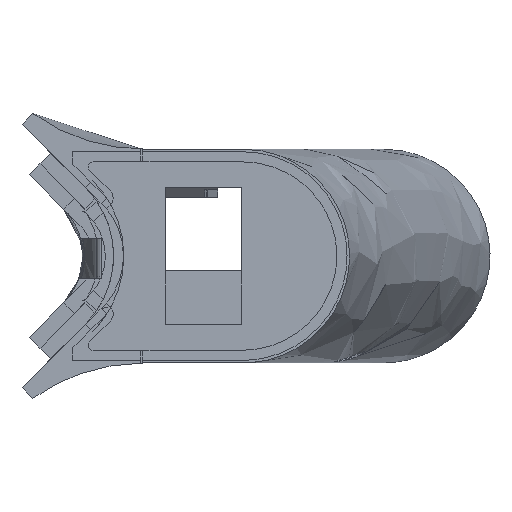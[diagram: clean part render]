
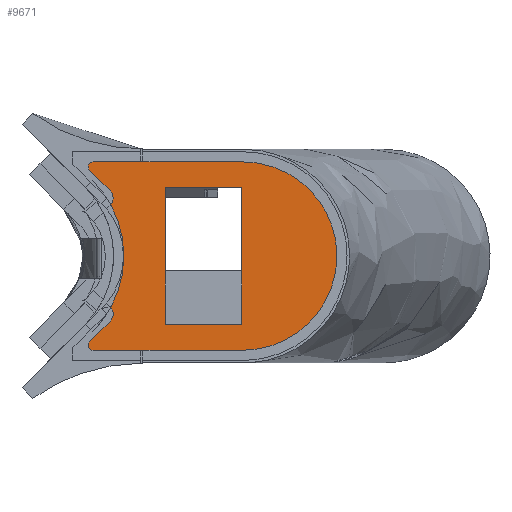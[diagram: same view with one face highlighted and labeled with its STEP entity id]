
A CAD part, left-side view. The second image highlights one B-rep face of the part: STEP entity #9671.
In plain terms, the highlighted free-form (B-spline) face has degree [1, 1] with [2, 2] control points.
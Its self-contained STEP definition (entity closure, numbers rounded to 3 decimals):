
#7904=CARTESIAN_POINT('',(-142.,21.,-14.));
#7905=VERTEX_POINT('',#7904);
#7906=CARTESIAN_POINT('',(-142.,41.,-14.));
#7907=VERTEX_POINT('',#7906);
#7908=CARTESIAN_POINT('',(-142.,21.,-14.));
#7909=CARTESIAN_POINT('',(-142.,41.,-14.));
#7910=B_SPLINE_CURVE_WITH_KNOTS('',1,(#7908,#7909),.POLYLINE_FORM.,.F.,.U.,(2,2),(0.,1.),.UNSPECIFIED.);
#7911=EDGE_CURVE('',#7905,#7907,#7910,.T.);
#7913=CARTESIAN_POINT('',(-142.,41.,-14.055));
#7914=VERTEX_POINT('',#7913);
#7915=CARTESIAN_POINT('',(-142.,41.,-14.));
#7916=CARTESIAN_POINT('',(-142.,41.,-14.055));
#7917=B_SPLINE_CURVE_WITH_KNOTS('',1,(#7915,#7916),.POLYLINE_FORM.,.F.,.U.,(2,2),(0.,1.),.UNSPECIFIED.);
#7918=EDGE_CURVE('',#7907,#7914,#7917,.T.);
#7942=CARTESIAN_POINT('',(-142.,41.,23.055));
#7943=VERTEX_POINT('',#7942);
#7949=CARTESIAN_POINT('',(-142.,41.,23.));
#7950=VERTEX_POINT('',#7949);
#7951=CARTESIAN_POINT('',(-142.,41.,23.055));
#7952=CARTESIAN_POINT('',(-142.,41.,23.));
#7953=B_SPLINE_CURVE_WITH_KNOTS('',1,(#7951,#7952),.POLYLINE_FORM.,.F.,.U.,(2,2),(0.,1.),.UNSPECIFIED.);
#7954=EDGE_CURVE('',#7943,#7950,#7953,.T.);
#7956=CARTESIAN_POINT('',(-142.,21.,23.));
#7957=VERTEX_POINT('',#7956);
#7958=CARTESIAN_POINT('',(-142.,41.,23.));
#7959=CARTESIAN_POINT('',(-142.,21.,23.));
#7960=B_SPLINE_CURVE_WITH_KNOTS('',1,(#7958,#7959),.POLYLINE_FORM.,.F.,.U.,(2,2),(0.,1.),.UNSPECIFIED.);
#7961=EDGE_CURVE('',#7950,#7957,#7960,.T.);
#7963=CARTESIAN_POINT('',(-142.,21.,23.));
#7964=CARTESIAN_POINT('',(-142.,2.5,23.));
#7965=CARTESIAN_POINT('',(-142.,2.5,4.5));
#7966=CARTESIAN_POINT('',(-142.,2.5,-14.));
#7967=CARTESIAN_POINT('',(-142.,21.,-14.));
#7968=(BOUNDED_CURVE()B_SPLINE_CURVE(2,(#7963,#7964,#7965,#7966,#7967),.CIRCULAR_ARC.,.F.,.U.)B_SPLINE_CURVE_WITH_KNOTS((3,2,3),(0.,0.5,1.),.UNSPECIFIED.)CURVE()GEOMETRIC_REPRESENTATION_ITEM()RATIONAL_B_SPLINE_CURVE((1.,0.707,1.,0.707,1.))REPRESENTATION_ITEM(''));
#7969=EDGE_CURVE('',#7957,#7905,#7968,.T.);
#9545=CARTESIAN_POINT('',(-142.,103.894,66.894));
#9546=CARTESIAN_POINT('',(-142.,-61.894,66.894));
#9547=CARTESIAN_POINT('',(-142.,103.894,-98.894));
#9548=CARTESIAN_POINT('',(-142.,-61.894,-98.894));
#9549=B_SPLINE_SURFACE_WITH_KNOTS('',1,1,((#9545,#9546),(#9547,#9548)),.PLANE_SURF.,.F.,.F.,.U.,(2,2),(2,2),(0.,1.),(0.,1.),.UNSPECIFIED.);
#9550=CARTESIAN_POINT('',(-142.,50.392,-14.055));
#9551=VERTEX_POINT('',#9550);
#9552=CARTESIAN_POINT('',(-142.,50.392,-14.055));
#9553=CARTESIAN_POINT('',(-142.,41.,-14.055));
#9554=B_SPLINE_CURVE_WITH_KNOTS('',1,(#9552,#9553),.POLYLINE_FORM.,.F.,.U.,(2,2),(0.,1.),.UNSPECIFIED.);
#9555=EDGE_CURVE('',#9551,#7914,#9554,.T.);
#9556=ORIENTED_EDGE('',*,*,#9555,.T.);
#9557=ORIENTED_EDGE('',*,*,#7918,.F.);
#9558=ORIENTED_EDGE('',*,*,#7911,.F.);
#9559=ORIENTED_EDGE('',*,*,#7969,.F.);
#9560=ORIENTED_EDGE('',*,*,#7961,.F.);
#9561=ORIENTED_EDGE('',*,*,#7954,.F.);
#9562=CARTESIAN_POINT('',(-142.,50.392,23.055));
#9563=VERTEX_POINT('',#9562);
#9564=CARTESIAN_POINT('',(-142.,41.,23.055));
#9565=CARTESIAN_POINT('',(-142.,50.392,23.055));
#9566=B_SPLINE_CURVE_WITH_KNOTS('',1,(#9564,#9565),.POLYLINE_FORM.,.F.,.U.,(2,2),(0.,1.),.UNSPECIFIED.);
#9567=EDGE_CURVE('',#7943,#9563,#9566,.T.);
#9568=ORIENTED_EDGE('',*,*,#9567,.T.);
#9569=CARTESIAN_POINT('',(-142.,51.099,21.348));
#9570=VERTEX_POINT('',#9569);
#9571=CARTESIAN_POINT('',(-142.,50.392,23.055));
#9572=CARTESIAN_POINT('',(-142.,51.06,23.055));
#9573=CARTESIAN_POINT('',(-142.,51.316,22.438));
#9574=CARTESIAN_POINT('',(-142.,51.572,21.82));
#9575=CARTESIAN_POINT('',(-142.,51.099,21.348));
#9576=(BOUNDED_CURVE()B_SPLINE_CURVE(2,(#9571,#9572,#9573,#9574,#9575),.CIRCULAR_ARC.,.F.,.U.)B_SPLINE_CURVE_WITH_KNOTS((3,2,3),(0.,0.5,1.),.UNSPECIFIED.)CURVE()GEOMETRIC_REPRESENTATION_ITEM()RATIONAL_B_SPLINE_CURVE((1.,0.831,1.,0.831,1.))REPRESENTATION_ITEM(''));
#9577=EDGE_CURVE('',#9563,#9570,#9576,.T.);
#9578=ORIENTED_EDGE('',*,*,#9577,.T.);
#9579=CARTESIAN_POINT('',(-142.,47.048,17.297));
#9580=VERTEX_POINT('',#9579);
#9581=CARTESIAN_POINT('',(-142.,51.099,21.348));
#9582=CARTESIAN_POINT('',(-142.,47.048,17.297));
#9583=B_SPLINE_CURVE_WITH_KNOTS('',1,(#9581,#9582),.POLYLINE_FORM.,.F.,.U.,(2,2),(0.,1.),.UNSPECIFIED.);
#9584=EDGE_CURVE('',#9570,#9580,#9583,.T.);
#9585=ORIENTED_EDGE('',*,*,#9584,.T.);
#9586=CARTESIAN_POINT('',(-142.,46.943,14.583));
#9587=VERTEX_POINT('',#9586);
#9588=CARTESIAN_POINT('',(-142.,47.048,17.297));
#9589=CARTESIAN_POINT('',(-142.,45.74,15.989));
#9590=CARTESIAN_POINT('',(-142.,46.943,14.583));
#9591=(BOUNDED_CURVE()B_SPLINE_CURVE(2,(#9588,#9589,#9590),.CIRCULAR_ARC.,.F.,.U.)B_SPLINE_CURVE_WITH_KNOTS((3,3),(0.,1.),.UNSPECIFIED.)CURVE()GEOMETRIC_REPRESENTATION_ITEM()RATIONAL_B_SPLINE_CURVE((1.,0.734,1.))REPRESENTATION_ITEM(''));
#9592=EDGE_CURVE('',#9580,#9587,#9591,.T.);
#9593=ORIENTED_EDGE('',*,*,#9592,.T.);
#9594=CARTESIAN_POINT('',(-142.,46.943,-5.583));
#9595=VERTEX_POINT('',#9594);
#9596=CARTESIAN_POINT('',(-142.,46.943,14.583));
#9597=CARTESIAN_POINT('',(-142.,41.424,4.5));
#9598=CARTESIAN_POINT('',(-142.,46.943,-5.583));
#9599=(BOUNDED_CURVE()B_SPLINE_CURVE(2,(#9596,#9597,#9598),.CIRCULAR_ARC.,.F.,.U.)B_SPLINE_CURVE_WITH_KNOTS((3,3),(0.,1.),.UNSPECIFIED.)CURVE()GEOMETRIC_REPRESENTATION_ITEM()RATIONAL_B_SPLINE_CURVE((1.,0.877,1.))REPRESENTATION_ITEM(''));
#9600=EDGE_CURVE('',#9587,#9595,#9599,.T.);
#9601=ORIENTED_EDGE('',*,*,#9600,.T.);
#9602=CARTESIAN_POINT('',(-142.,47.048,-8.297));
#9603=VERTEX_POINT('',#9602);
#9604=CARTESIAN_POINT('',(-142.,46.943,-5.583));
#9605=CARTESIAN_POINT('',(-142.,45.74,-6.989));
#9606=CARTESIAN_POINT('',(-142.,47.048,-8.297));
#9607=(BOUNDED_CURVE()B_SPLINE_CURVE(2,(#9604,#9605,#9606),.CIRCULAR_ARC.,.F.,.U.)B_SPLINE_CURVE_WITH_KNOTS((3,3),(0.,1.),.UNSPECIFIED.)CURVE()GEOMETRIC_REPRESENTATION_ITEM()RATIONAL_B_SPLINE_CURVE((1.,0.734,1.))REPRESENTATION_ITEM(''));
#9608=EDGE_CURVE('',#9595,#9603,#9607,.T.);
#9609=ORIENTED_EDGE('',*,*,#9608,.T.);
#9610=CARTESIAN_POINT('',(-142.,51.099,-12.348));
#9611=VERTEX_POINT('',#9610);
#9612=CARTESIAN_POINT('',(-142.,47.048,-8.297));
#9613=CARTESIAN_POINT('',(-142.,51.099,-12.348));
#9614=B_SPLINE_CURVE_WITH_KNOTS('',1,(#9612,#9613),.POLYLINE_FORM.,.F.,.U.,(2,2),(0.,1.),.UNSPECIFIED.);
#9615=EDGE_CURVE('',#9603,#9611,#9614,.T.);
#9616=ORIENTED_EDGE('',*,*,#9615,.T.);
#9617=CARTESIAN_POINT('',(-142.,51.099,-12.348));
#9618=CARTESIAN_POINT('',(-142.,51.572,-12.82));
#9619=CARTESIAN_POINT('',(-142.,51.316,-13.438));
#9620=CARTESIAN_POINT('',(-142.,51.06,-14.055));
#9621=CARTESIAN_POINT('',(-142.,50.392,-14.055));
#9622=(BOUNDED_CURVE()B_SPLINE_CURVE(2,(#9617,#9618,#9619,#9620,#9621),.CIRCULAR_ARC.,.F.,.U.)B_SPLINE_CURVE_WITH_KNOTS((3,2,3),(0.,0.5,1.),.UNSPECIFIED.)CURVE()GEOMETRIC_REPRESENTATION_ITEM()RATIONAL_B_SPLINE_CURVE((1.,0.831,1.,0.831,1.))REPRESENTATION_ITEM(''));
#9623=EDGE_CURVE('',#9611,#9551,#9622,.T.);
#9624=ORIENTED_EDGE('',*,*,#9623,.T.);
#9625=EDGE_LOOP('',(#9556,#9557,#9558,#9559,#9560,#9561,#9568,#9578,#9585,#9593,#9601,#9609,#9616,#9624));
#9626=FACE_OUTER_BOUND('',#9625,.T.);
#9627=CARTESIAN_POINT('',(-142.,36.2,1.6));
#9628=VERTEX_POINT('',#9627);
#9629=CARTESIAN_POINT('',(-142.,36.2,18.));
#9630=VERTEX_POINT('',#9629);
#9631=CARTESIAN_POINT('',(-142.,36.2,1.6));
#9632=CARTESIAN_POINT('',(-142.,36.2,18.));
#9633=B_SPLINE_CURVE_WITH_KNOTS('',1,(#9631,#9632),.POLYLINE_FORM.,.F.,.U.,(2,2),(0.,1.),.UNSPECIFIED.);
#9634=EDGE_CURVE('',#9628,#9630,#9633,.T.);
#9635=ORIENTED_EDGE('',*,*,#9634,.T.);
#9636=CARTESIAN_POINT('',(-142.,21.2,18.));
#9637=VERTEX_POINT('',#9636);
#9638=CARTESIAN_POINT('',(-142.,36.2,18.));
#9639=CARTESIAN_POINT('',(-142.,21.2,18.));
#9640=B_SPLINE_CURVE_WITH_KNOTS('',1,(#9638,#9639),.POLYLINE_FORM.,.F.,.U.,(2,2),(0.,1.),.UNSPECIFIED.);
#9641=EDGE_CURVE('',#9630,#9637,#9640,.T.);
#9642=ORIENTED_EDGE('',*,*,#9641,.T.);
#9643=CARTESIAN_POINT('',(-142.,21.2,1.6));
#9644=VERTEX_POINT('',#9643);
#9645=CARTESIAN_POINT('',(-142.,21.2,18.));
#9646=CARTESIAN_POINT('',(-142.,21.2,1.6));
#9647=B_SPLINE_CURVE_WITH_KNOTS('',1,(#9645,#9646),.POLYLINE_FORM.,.F.,.U.,(2,2),(0.,1.),.UNSPECIFIED.);
#9648=EDGE_CURVE('',#9637,#9644,#9647,.T.);
#9649=ORIENTED_EDGE('',*,*,#9648,.T.);
#9650=CARTESIAN_POINT('',(-142.,21.2,-9.));
#9651=VERTEX_POINT('',#9650);
#9652=CARTESIAN_POINT('',(-142.,21.2,1.6));
#9653=CARTESIAN_POINT('',(-142.,21.2,-9.));
#9654=B_SPLINE_CURVE_WITH_KNOTS('',1,(#9652,#9653),.POLYLINE_FORM.,.F.,.U.,(2,2),(0.,1.),.UNSPECIFIED.);
#9655=EDGE_CURVE('',#9644,#9651,#9654,.T.);
#9656=ORIENTED_EDGE('',*,*,#9655,.T.);
#9657=CARTESIAN_POINT('',(-142.,36.2,-9.));
#9658=VERTEX_POINT('',#9657);
#9659=CARTESIAN_POINT('',(-142.,21.2,-9.));
#9660=CARTESIAN_POINT('',(-142.,36.2,-9.));
#9661=B_SPLINE_CURVE_WITH_KNOTS('',1,(#9659,#9660),.POLYLINE_FORM.,.F.,.U.,(2,2),(0.,1.),.UNSPECIFIED.);
#9662=EDGE_CURVE('',#9651,#9658,#9661,.T.);
#9663=ORIENTED_EDGE('',*,*,#9662,.T.);
#9664=CARTESIAN_POINT('',(-142.,36.2,-9.));
#9665=CARTESIAN_POINT('',(-142.,36.2,1.6));
#9666=B_SPLINE_CURVE_WITH_KNOTS('',1,(#9664,#9665),.POLYLINE_FORM.,.F.,.U.,(2,2),(0.,1.),.UNSPECIFIED.);
#9667=EDGE_CURVE('',#9658,#9628,#9666,.T.);
#9668=ORIENTED_EDGE('',*,*,#9667,.T.);
#9669=EDGE_LOOP('',(#9635,#9642,#9649,#9656,#9663,#9668));
#9670=FACE_BOUND('',#9669,.T.);
#9671=ADVANCED_FACE('',(#9626,#9670),#9549,.T.);
